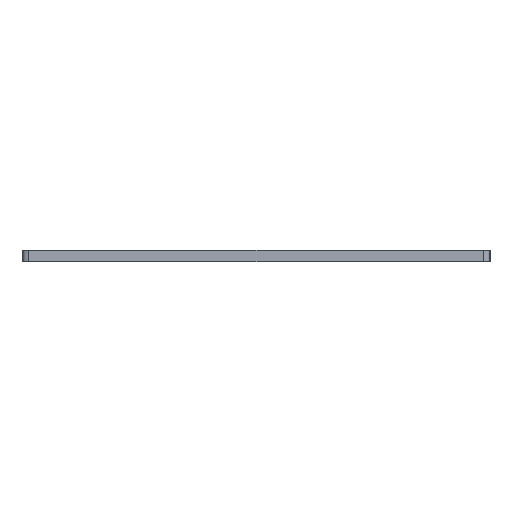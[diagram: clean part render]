
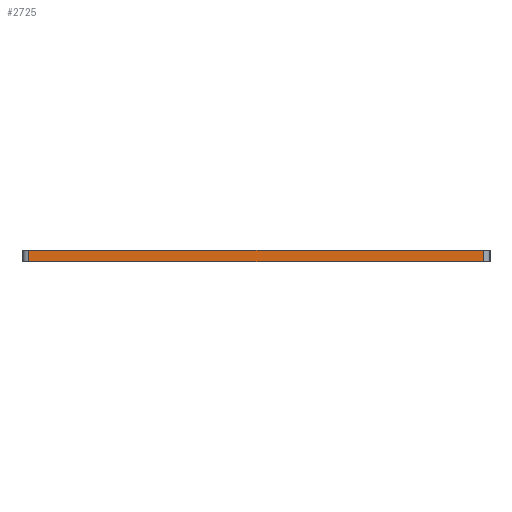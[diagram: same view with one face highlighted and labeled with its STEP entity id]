
A CAD part, left-side view. The second image highlights one B-rep face of the part: STEP entity #2725.
In plain terms, the highlighted planar face has unit normal (-1, 0, 0).
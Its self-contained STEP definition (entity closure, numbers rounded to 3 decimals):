
#44 = PLANE('',#45);
#45 = AXIS2_PLACEMENT_3D('',#46,#47,#48);
#46 = CARTESIAN_POINT('',(148.5,105.,0.));
#47 = DIRECTION('',(-0.,-0.,-1.));
#48 = DIRECTION('',(-1.,0.,0.));
#72 = CYLINDRICAL_SURFACE('',#73,3.);
#73 = AXIS2_PLACEMENT_3D('',#74,#75,#76);
#74 = CARTESIAN_POINT('',(3.,207.,0.));
#75 = DIRECTION('',(0.,0.,1.));
#76 = DIRECTION('',(0.,1.,0.));
#100 = PLANE('',#101);
#101 = AXIS2_PLACEMENT_3D('',#102,#103,#104);
#102 = CARTESIAN_POINT('',(148.5,105.,5.));
#103 = DIRECTION('',(-0.,-0.,-1.));
#104 = DIRECTION('',(-1.,0.,0.));
#252 = VERTEX_POINT('',#253);
#253 = CARTESIAN_POINT('',(0.,3.,0.));
#268 = CYLINDRICAL_SURFACE('',#269,3.);
#269 = AXIS2_PLACEMENT_3D('',#270,#271,#272);
#270 = CARTESIAN_POINT('',(3.,3.,0.));
#271 = DIRECTION('',(0.,0.,1.));
#272 = DIRECTION('',(0.,-1.,0.));
#280 = EDGE_CURVE('',#252,#281,#283,.T.);
#281 = VERTEX_POINT('',#282);
#282 = CARTESIAN_POINT('',(0.,207.,0.));
#283 = SURFACE_CURVE('',#284,(#288,#295),.PCURVE_S1.);
#284 = LINE('',#285,#286);
#285 = CARTESIAN_POINT('',(0.,0.,0.));
#286 = VECTOR('',#287,1.);
#287 = DIRECTION('',(0.,1.,0.));
#288 = PCURVE('',#44,#289);
#289 = DEFINITIONAL_REPRESENTATION('',(#290),#294);
#290 = LINE('',#291,#292);
#291 = CARTESIAN_POINT('',(148.5,-105.));
#292 = VECTOR('',#293,1.);
#293 = DIRECTION('',(0.,1.));
#294 = ( GEOMETRIC_REPRESENTATION_CONTEXT(2) 
PARAMETRIC_REPRESENTATION_CONTEXT() REPRESENTATION_CONTEXT('2D SPACE',''
  ) );
#295 = PCURVE('',#296,#301);
#296 = PLANE('',#297);
#297 = AXIS2_PLACEMENT_3D('',#298,#299,#300);
#298 = CARTESIAN_POINT('',(0.,0.,0.));
#299 = DIRECTION('',(-1.,0.,0.));
#300 = DIRECTION('',(0.,1.,0.));
#301 = DEFINITIONAL_REPRESENTATION('',(#302),#306);
#302 = LINE('',#303,#304);
#303 = CARTESIAN_POINT('',(0.,0.));
#304 = VECTOR('',#305,1.);
#305 = DIRECTION('',(1.,0.));
#306 = ( GEOMETRIC_REPRESENTATION_CONTEXT(2) 
PARAMETRIC_REPRESENTATION_CONTEXT() REPRESENTATION_CONTEXT('2D SPACE',''
  ) );
#1840 = EDGE_CURVE('',#281,#1841,#1843,.T.);
#1841 = VERTEX_POINT('',#1842);
#1842 = CARTESIAN_POINT('',(0.,207.,5.));
#1843 = SURFACE_CURVE('',#1844,(#1848,#1855),.PCURVE_S1.);
#1844 = LINE('',#1845,#1846);
#1845 = CARTESIAN_POINT('',(0.,207.,0.));
#1846 = VECTOR('',#1847,1.);
#1847 = DIRECTION('',(0.,0.,1.));
#1848 = PCURVE('',#72,#1849);
#1849 = DEFINITIONAL_REPRESENTATION('',(#1850),#1854);
#1850 = LINE('',#1851,#1852);
#1851 = CARTESIAN_POINT('',(1.571,0.));
#1852 = VECTOR('',#1853,1.);
#1853 = DIRECTION('',(0.,1.));
#1854 = ( GEOMETRIC_REPRESENTATION_CONTEXT(2) 
PARAMETRIC_REPRESENTATION_CONTEXT() REPRESENTATION_CONTEXT('2D SPACE',''
  ) );
#1855 = PCURVE('',#296,#1856);
#1856 = DEFINITIONAL_REPRESENTATION('',(#1857),#1861);
#1857 = LINE('',#1858,#1859);
#1858 = CARTESIAN_POINT('',(207.,0.));
#1859 = VECTOR('',#1860,1.);
#1860 = DIRECTION('',(0.,-1.));
#1861 = ( GEOMETRIC_REPRESENTATION_CONTEXT(2) 
PARAMETRIC_REPRESENTATION_CONTEXT() REPRESENTATION_CONTEXT('2D SPACE',''
  ) );
#2016 = VERTEX_POINT('',#2017);
#2017 = CARTESIAN_POINT('',(0.,3.,5.));
#2039 = EDGE_CURVE('',#2016,#1841,#2040,.T.);
#2040 = SURFACE_CURVE('',#2041,(#2045,#2052),.PCURVE_S1.);
#2041 = LINE('',#2042,#2043);
#2042 = CARTESIAN_POINT('',(0.,0.,5.));
#2043 = VECTOR('',#2044,1.);
#2044 = DIRECTION('',(0.,1.,0.));
#2045 = PCURVE('',#100,#2046);
#2046 = DEFINITIONAL_REPRESENTATION('',(#2047),#2051);
#2047 = LINE('',#2048,#2049);
#2048 = CARTESIAN_POINT('',(148.5,-105.));
#2049 = VECTOR('',#2050,1.);
#2050 = DIRECTION('',(0.,1.));
#2051 = ( GEOMETRIC_REPRESENTATION_CONTEXT(2) 
PARAMETRIC_REPRESENTATION_CONTEXT() REPRESENTATION_CONTEXT('2D SPACE',''
  ) );
#2052 = PCURVE('',#296,#2053);
#2053 = DEFINITIONAL_REPRESENTATION('',(#2054),#2058);
#2054 = LINE('',#2055,#2056);
#2055 = CARTESIAN_POINT('',(0.,-5.));
#2056 = VECTOR('',#2057,1.);
#2057 = DIRECTION('',(1.,0.));
#2058 = ( GEOMETRIC_REPRESENTATION_CONTEXT(2) 
PARAMETRIC_REPRESENTATION_CONTEXT() REPRESENTATION_CONTEXT('2D SPACE',''
  ) );
#2725 = ADVANCED_FACE('',(#2726),#296,.T.);
#2726 = FACE_BOUND('',#2727,.T.);
#2727 = EDGE_LOOP('',(#2728,#2729,#2750,#2751));
#2728 = ORIENTED_EDGE('',*,*,#280,.F.);
#2729 = ORIENTED_EDGE('',*,*,#2730,.T.);
#2730 = EDGE_CURVE('',#252,#2016,#2731,.T.);
#2731 = SURFACE_CURVE('',#2732,(#2736,#2743),.PCURVE_S1.);
#2732 = LINE('',#2733,#2734);
#2733 = CARTESIAN_POINT('',(0.,3.,0.));
#2734 = VECTOR('',#2735,1.);
#2735 = DIRECTION('',(0.,0.,1.));
#2736 = PCURVE('',#296,#2737);
#2737 = DEFINITIONAL_REPRESENTATION('',(#2738),#2742);
#2738 = LINE('',#2739,#2740);
#2739 = CARTESIAN_POINT('',(3.,0.));
#2740 = VECTOR('',#2741,1.);
#2741 = DIRECTION('',(0.,-1.));
#2742 = ( GEOMETRIC_REPRESENTATION_CONTEXT(2) 
PARAMETRIC_REPRESENTATION_CONTEXT() REPRESENTATION_CONTEXT('2D SPACE',''
  ) );
#2743 = PCURVE('',#268,#2744);
#2744 = DEFINITIONAL_REPRESENTATION('',(#2745),#2749);
#2745 = LINE('',#2746,#2747);
#2746 = CARTESIAN_POINT('',(-1.571,0.));
#2747 = VECTOR('',#2748,1.);
#2748 = DIRECTION('',(-0.,1.));
#2749 = ( GEOMETRIC_REPRESENTATION_CONTEXT(2) 
PARAMETRIC_REPRESENTATION_CONTEXT() REPRESENTATION_CONTEXT('2D SPACE',''
  ) );
#2750 = ORIENTED_EDGE('',*,*,#2039,.T.);
#2751 = ORIENTED_EDGE('',*,*,#1840,.F.);
